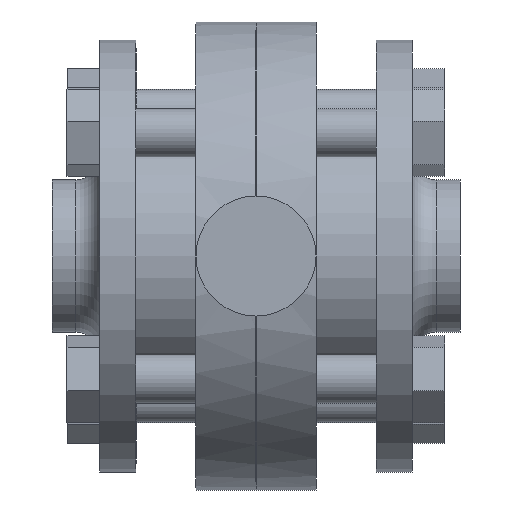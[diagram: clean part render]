
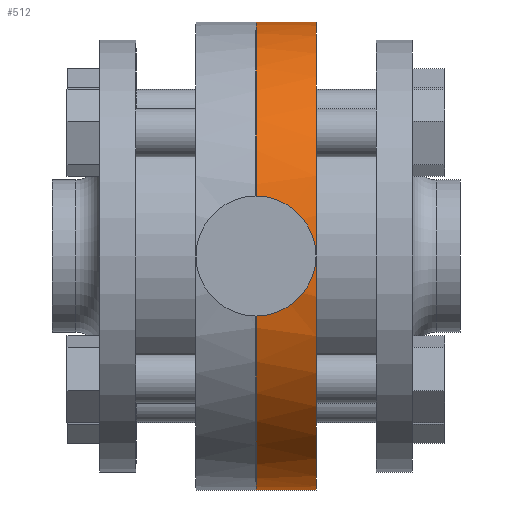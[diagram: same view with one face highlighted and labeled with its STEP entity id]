
A CAD part, front view. The second image highlights one B-rep face of the part: STEP entity #512.
In plain terms, the highlighted cylindrical face has radius 39 mm (diameter 78 mm), a partial arc.
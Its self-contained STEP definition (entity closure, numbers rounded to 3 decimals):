
#42 = CARTESIAN_POINT ( 'NONE',  ( 5.797, -38.969, 1.56 ) ) ;
#48 = CARTESIAN_POINT ( 'NONE',  ( 6., -39., 0.396 ) ) ;
#60 = EDGE_CURVE ( 'NONE', #1112, #101, #258, .T. ) ;
#63 = CARTESIAN_POINT ( 'NONE',  ( 0., 0., 39. ) ) ;
#74 = CARTESIAN_POINT ( 'NONE',  ( 1.553, -38.567, 5.799 ) ) ;
#101 = VERTEX_POINT ( 'NONE', #631 ) ;
#103 = CIRCLE ( 'NONE', #281, 39. ) ;
#105 = CARTESIAN_POINT ( 'NONE',  ( 0., -38.536, -6. ) ) ;
#146 = EDGE_CURVE ( 'NONE', #1112, #550, #197, .T. ) ;
#197 = B_SPLINE_CURVE_WITH_KNOTS ( 'NONE', 3,
 ( #675, #486, #446, #1736, #74, #2153, #1946, #284, #889, #1326, #657, #1091, #1510, #1532, #2124, #2523, #2345, #869, #42, #457, #2134, #48, #1723, #1936, #2141, #1107, #2336, #2551, #1319, #2602, #1757, #320, #1550, #943, #1559, #1356, #2376, #530, #1768, #1542, #308, #1122, #105 ),
 .UNSPECIFIED., .F., .F.,
 ( 4, 2, 2, 2, 2, 2, 2, 2, 1, 2, 2, 2, 2, 2, 2, 2, 2, 2, 2, 2, 2, 4 ),
 ( 0., 0.001, 0.002, 0.002, 0.004, 0.005, 0.006, 0.006, 0.007, 0.008, 0.008, 0.009, 0.011, 0.012, 0.012, 0.013, 0.014, 0.015, 0.016, 0.016, 0.018, 0.019 ),
 .UNSPECIFIED. ) ;
#246 = CARTESIAN_POINT ( 'NONE',  ( 0., -38.536, 6. ) ) ;
#258 = CIRCLE ( 'NONE', #1882, 39. ) ;
#281 = AXIS2_PLACEMENT_3D ( 'NONE', #2540, #463, #1932 ) ;
#284 = CARTESIAN_POINT ( 'NONE',  ( 2.662, -38.626, 5.391 ) ) ;
#308 = CARTESIAN_POINT ( 'NONE',  ( 0.794, -38.542, -5.96 ) ) ;
#320 = CARTESIAN_POINT ( 'NONE',  ( 4.525, -38.799, -3.96 ) ) ;
#367 = ORIENTED_EDGE ( 'NONE', *, *, #602, .T. ) ;
#431 = DIRECTION ( 'NONE',  ( -1., 0., 0. ) ) ;
#446 = CARTESIAN_POINT ( 'NONE',  ( 0.787, -38.542, 5.961 ) ) ;
#452 = CARTESIAN_POINT ( 'NONE',  ( 0., 0., 0. ) ) ;
#457 = CARTESIAN_POINT ( 'NONE',  ( 5.846, -38.977, 1.367 ) ) ;
#463 = DIRECTION ( 'NONE',  ( -1., 0., 0. ) ) ;
#486 = CARTESIAN_POINT ( 'NONE',  ( 0.397, -38.536, 6. ) ) ;
#512 = ADVANCED_FACE ( 'NONE', ( #1592 ), #2088, .T. ) ;
#530 = CARTESIAN_POINT ( 'NONE',  ( 2.482, -38.615, -5.466 ) ) ;
#533 = CARTESIAN_POINT ( 'NONE',  ( 0., 0., 0. ) ) ;
#550 = VERTEX_POINT ( 'NONE', #1479 ) ;
#602 = EDGE_CURVE ( 'NONE', #2590, #101, #1390, .T. ) ;
#612 = EDGE_CURVE ( 'NONE', #2611, #1134, #1989, .T. ) ;
#631 = CARTESIAN_POINT ( 'NONE',  ( 0., 0., 39. ) ) ;
#657 = CARTESIAN_POINT ( 'NONE',  ( 3.966, -38.738, 4.519 ) ) ;
#675 = CARTESIAN_POINT ( 'NONE',  ( 0., -38.536, 6. ) ) ;
#703 = DIRECTION ( 'NONE',  ( -1., 0., 0. ) ) ;
#758 = DIRECTION ( 'NONE',  ( 0., 0., 1. ) ) ;
#839 = CARTESIAN_POINT ( 'NONE',  ( 0., 0., 0. ) ) ;
#857 = DIRECTION ( 'NONE',  ( 0., 0., 1. ) ) ;
#869 = CARTESIAN_POINT ( 'NONE',  ( 5.683, -38.952, 1.936 ) ) ;
#889 = CARTESIAN_POINT ( 'NONE',  ( 3.007, -38.651, 5.207 ) ) ;
#904 = VECTOR ( 'NONE', #912, 1000. ) ;
#912 = DIRECTION ( 'NONE',  ( -1., 0., 0. ) ) ;
#943 = CARTESIAN_POINT ( 'NONE',  ( 3.664, -38.708, -4.768 ) ) ;
#1037 = AXIS2_PLACEMENT_3D ( 'NONE', #533, #1573, #758 ) ;
#1091 = CARTESIAN_POINT ( 'NONE',  ( 4.519, -38.799, 3.966 ) ) ;
#1107 = CARTESIAN_POINT ( 'NONE',  ( 5.695, -38.954, -1.93 ) ) ;
#1112 = VERTEX_POINT ( 'NONE', #246 ) ;
#1122 = CARTESIAN_POINT ( 'NONE',  ( 0.397, -38.536, -6. ) ) ;
#1134 = VERTEX_POINT ( 'NONE', #1706 ) ;
#1210 = EDGE_LOOP ( 'NONE', ( #1666, #1212, #367, #2262, #2175, #2550 ) ) ;
#1212 = ORIENTED_EDGE ( 'NONE', *, *, #1941, .T. ) ;
#1319 = CARTESIAN_POINT ( 'NONE',  ( 5.199, -38.885, -3.002 ) ) ;
#1326 = CARTESIAN_POINT ( 'NONE',  ( 3.658, -38.708, 4.772 ) ) ;
#1334 = CARTESIAN_POINT ( 'NONE',  ( 10., 0., 39. ) ) ;
#1356 = CARTESIAN_POINT ( 'NONE',  ( 3.009, -38.653, -5.195 ) ) ;
#1390 = LINE ( 'NONE', #63, #2328 ) ;
#1450 = DIRECTION ( 'NONE',  ( 0., 0., 1. ) ) ;
#1479 = CARTESIAN_POINT ( 'NONE',  ( 0., -38.536, -6. ) ) ;
#1510 = CARTESIAN_POINT ( 'NONE',  ( 4.767, -38.829, 3.665 ) ) ;
#1532 = CARTESIAN_POINT ( 'NONE',  ( 5.096, -38.871, 3.173 ) ) ;
#1542 = CARTESIAN_POINT ( 'NONE',  ( 1.564, -38.566, -5.806 ) ) ;
#1550 = CARTESIAN_POINT ( 'NONE',  ( 3.966, -38.738, -4.52 ) ) ;
#1559 = CARTESIAN_POINT ( 'NONE',  ( 3.177, -38.666, -5.094 ) ) ;
#1573 = DIRECTION ( 'NONE',  ( -1., 0., 0. ) ) ;
#1592 = FACE_OUTER_BOUND ( 'NONE', #1210, .T. ) ;
#1666 = ORIENTED_EDGE ( 'NONE', *, *, #612, .F. ) ;
#1685 = DIRECTION ( 'NONE',  ( -1., 0., 0. ) ) ;
#1706 = CARTESIAN_POINT ( 'NONE',  ( 0., 0., -39. ) ) ;
#1719 = CARTESIAN_POINT ( 'NONE',  ( 0., 0., -39. ) ) ;
#1723 = CARTESIAN_POINT ( 'NONE',  ( 6., -39., -0.387 ) ) ;
#1736 = CARTESIAN_POINT ( 'NONE',  ( 1.363, -38.559, 5.846 ) ) ;
#1757 = CARTESIAN_POINT ( 'NONE',  ( 4.773, -38.83, -3.657 ) ) ;
#1768 = CARTESIAN_POINT ( 'NONE',  ( 1.938, -38.583, -5.692 ) ) ;
#1862 = AXIS2_PLACEMENT_3D ( 'NONE', #452, #431, #857 ) ;
#1882 = AXIS2_PLACEMENT_3D ( 'NONE', #839, #1685, #1450 ) ;
#1932 = DIRECTION ( 'NONE',  ( 0., 0., 1. ) ) ;
#1936 = CARTESIAN_POINT ( 'NONE',  ( 5.961, -38.994, -0.786 ) ) ;
#1937 = CIRCLE ( 'NONE', #1037, 39. ) ;
#1941 = EDGE_CURVE ( 'NONE', #2611, #2590, #103, .T. ) ;
#1946 = CARTESIAN_POINT ( 'NONE',  ( 2.118, -38.593, 5.617 ) ) ;
#1989 = LINE ( 'NONE', #1719, #904 ) ;
#2051 = EDGE_CURVE ( 'NONE', #1134, #550, #1937, .T. ) ;
#2088 = CYLINDRICAL_SURFACE ( 'NONE', #1862, 39. ) ;
#2124 = CARTESIAN_POINT ( 'NONE',  ( 5.198, -38.885, 3.003 ) ) ;
#2134 = CARTESIAN_POINT ( 'NONE',  ( 5.961, -38.994, 0.786 ) ) ;
#2141 = CARTESIAN_POINT ( 'NONE',  ( 5.808, -38.971, -1.555 ) ) ;
#2153 = CARTESIAN_POINT ( 'NONE',  ( 1.93, -38.584, 5.684 ) ) ;
#2172 = CARTESIAN_POINT ( 'NONE',  ( 10., 0., -39. ) ) ;
#2175 = ORIENTED_EDGE ( 'NONE', *, *, #146, .T. ) ;
#2262 = ORIENTED_EDGE ( 'NONE', *, *, #60, .F. ) ;
#2328 = VECTOR ( 'NONE', #703, 1000. ) ;
#2336 = CARTESIAN_POINT ( 'NONE',  ( 5.469, -38.922, -2.475 ) ) ;
#2345 = CARTESIAN_POINT ( 'NONE',  ( 5.55, -38.933, 2.304 ) ) ;
#2376 = CARTESIAN_POINT ( 'NONE',  ( 2.662, -38.627, -5.381 ) ) ;
#2523 = CARTESIAN_POINT ( 'NONE',  ( 5.383, -38.91, 2.657 ) ) ;
#2540 = CARTESIAN_POINT ( 'NONE',  ( 10., 0., 0. ) ) ;
#2550 = ORIENTED_EDGE ( 'NONE', *, *, #2051, .F. ) ;
#2551 = CARTESIAN_POINT ( 'NONE',  ( 5.384, -38.91, -2.655 ) ) ;
#2590 = VERTEX_POINT ( 'NONE', #1334 ) ;
#2602 = CARTESIAN_POINT ( 'NONE',  ( 5.098, -38.871, -3.17 ) ) ;
#2611 = VERTEX_POINT ( 'NONE', #2172 ) ;
